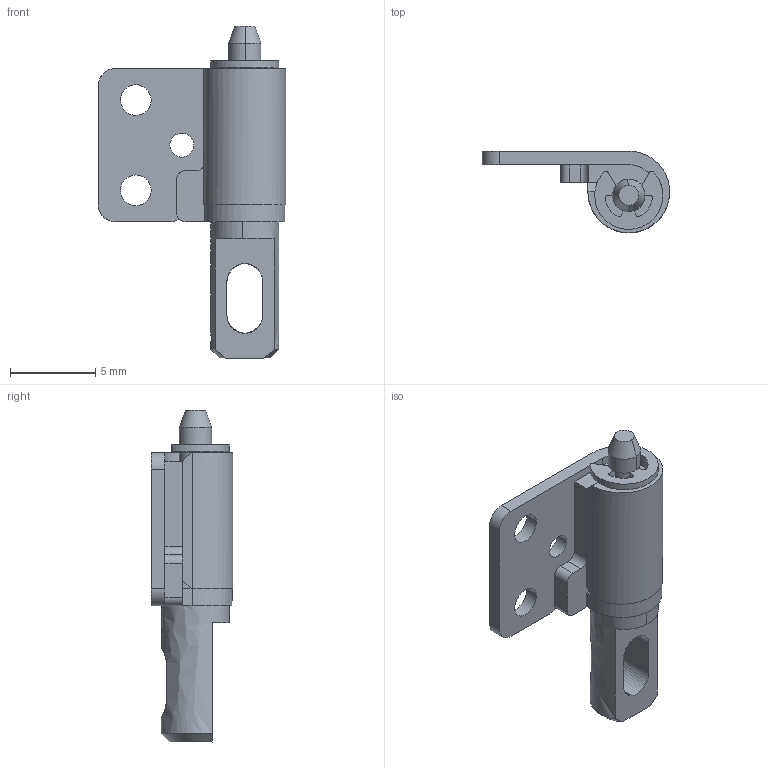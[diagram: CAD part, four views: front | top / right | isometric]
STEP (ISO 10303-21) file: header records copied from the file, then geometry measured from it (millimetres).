
FILE_DESCRIPTION((''),'2;1');
FILE_NAME('','2013-06-19T10:27:32',(''),(''),'','CADfix','');
FILE_SCHEMA(('AUTOMOTIVE_DESIGN { 1 0 10303 214 1 1 1 1 }'));
Length unit declared in the file: millimetre
Bounding box: 11 x 4.79 x 19.5 mm (x, y, z)
Volume: 278.6 mm3; surface area: 764.1 mm2
Topology: 3 solids, 3 shells, 95 faces, 299 edges, 210 vertices
Faces by surface type: bspline 95
Entity records: 3832 total; most frequent: CARTESIAN_POINT 2129, ORIENTED_EDGE 598, EDGE_CURVE 299, VERTEX_POINT 210, QUASI_UNIFORM_CURVE 158, EDGE_LOOP 109, FACE_OUTER_BOUND 95, ADVANCED_FACE 95
